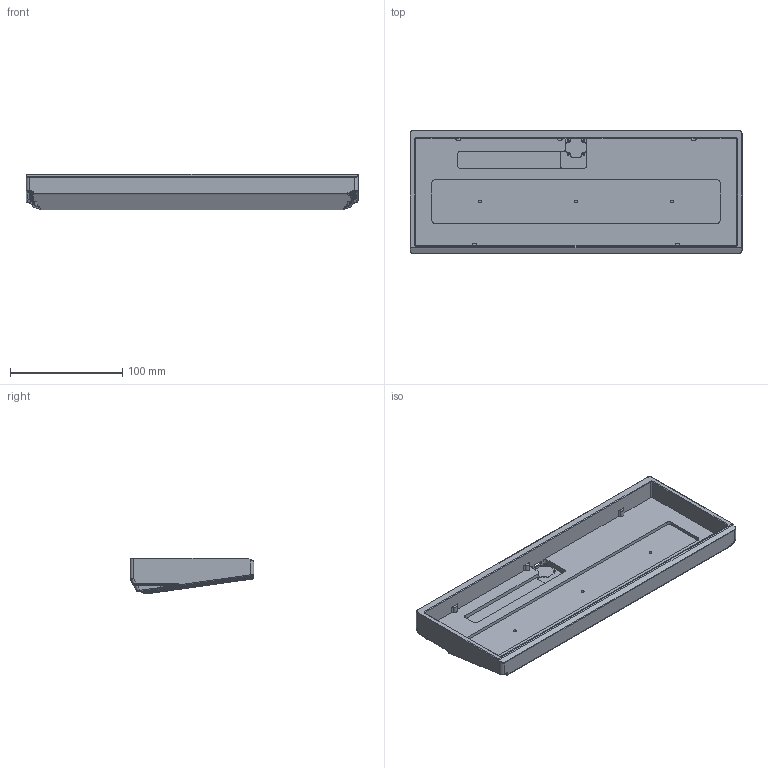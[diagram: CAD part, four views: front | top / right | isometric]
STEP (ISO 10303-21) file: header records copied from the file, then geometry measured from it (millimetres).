
FILE_DESCRIPTION(/* description */ (''),/* implementation_level */ '2;1');
FILE_NAME(/* name */ 'case.step',/* time_stamp */ '2022-06-08T12:42:16+02:00',/* author */ (''),/* organization */ (''),/* preprocessor_version */ 'ST-DEVELOPER v19',/* originating_system */ 'Autodesk Translation Framework v11.7.0.108',/* authorisation */ '');
FILE_SCHEMA (('AUTOMOTIVE_DESIGN { 1 0 10303 214 3 1 1 }'));
Length unit declared in the file: millimetre
Products named in the file (1): bakeneko-60-case
Bounding box: 295.7 x 110.2 x 31.86 mm (x, y, z)
Volume: 297277.6 mm3; surface area: 99133 mm2
Topology: 1 solids, 1 shells, 370 faces, 929 edges, 557 vertices
Faces by surface type: cylinder 154, torus 72, plane 67, bspline 65, cone 8, sphere 4
Full cylindrical faces by diameter (mm): 1.6 x4, 2.529 x3
Entity records: 12397 total; most frequent: CARTESIAN_POINT 3546, DIRECTION 1940, ORIENTED_EDGE 1832, EDGE_CURVE 916, AXIS2_PLACEMENT_3D 796, VERTEX_POINT 557, CIRCLE 437, EDGE_LOOP 381
